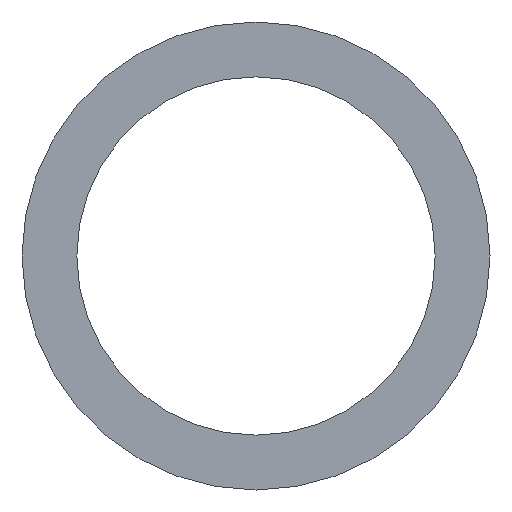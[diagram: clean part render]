
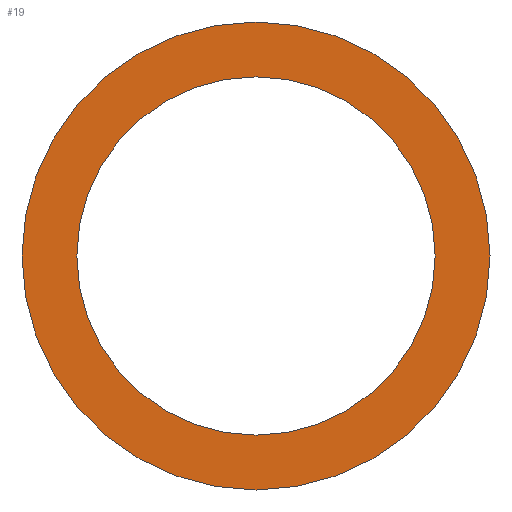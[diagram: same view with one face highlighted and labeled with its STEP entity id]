
A CAD part, front view. The second image highlights one B-rep face of the part: STEP entity #19.
In plain terms, the highlighted planar face has unit normal (0, -1, 0).
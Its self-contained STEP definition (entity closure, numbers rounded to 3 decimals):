
#2 = DIRECTION ( 'NONE',  ( 0., 0., 1. ) ) ;
#3 = DIRECTION ( 'NONE',  ( 0., 0., 1. ) ) ;
#4 = AXIS2_PLACEMENT_3D ( 'NONE', #162, #143, #3 ) ;
#5 = CIRCLE ( 'NONE', #185, 4.9 ) ;
#16 = VERTEX_POINT ( 'NONE', #159 ) ;
#19 = ADVANCED_FACE ( 'NONE', ( #187, #148 ), #90, .F. ) ;
#24 = CARTESIAN_POINT ( 'NONE',  ( 0., -0.9, -4.9 ) ) ;
#26 = AXIS2_PLACEMENT_3D ( 'NONE', #57, #164, #180 ) ;
#39 = CIRCLE ( 'NONE', #4, 6.4 ) ;
#54 = CARTESIAN_POINT ( 'NONE',  ( 0., -0.9, 0. ) ) ;
#57 = CARTESIAN_POINT ( 'NONE',  ( 0., -0.9, 0. ) ) ;
#59 = VERTEX_POINT ( 'NONE', #97 ) ;
#62 = VERTEX_POINT ( 'NONE', #24 ) ;
#81 = EDGE_LOOP ( 'NONE', ( #120, #123 ) ) ;
#83 = CARTESIAN_POINT ( 'NONE',  ( 0., -0.9, 0. ) ) ;
#89 = CARTESIAN_POINT ( 'NONE',  ( 0., -0.9, -6.4 ) ) ;
#90 = PLANE ( 'NONE',  #26 ) ;
#97 = CARTESIAN_POINT ( 'NONE',  ( 0., -0.9, 6.4 ) ) ;
#112 = EDGE_CURVE ( 'NONE', #59, #158, #39, .T. ) ;
#116 = EDGE_LOOP ( 'NONE', ( #181, #186 ) ) ;
#120 = ORIENTED_EDGE ( 'NONE', *, *, #169, .T. ) ;
#123 = ORIENTED_EDGE ( 'NONE', *, *, #155, .T. ) ;
#131 = CARTESIAN_POINT ( 'NONE',  ( 0., -0.9, 0. ) ) ;
#142 = DIRECTION ( 'NONE',  ( 0., 1., 0. ) ) ;
#143 = DIRECTION ( 'NONE',  ( 0., 1., 0. ) ) ;
#147 = DIRECTION ( 'NONE',  ( 0., 0., 1. ) ) ;
#148 = FACE_BOUND ( 'NONE', #81, .T. ) ;
#149 = CIRCLE ( 'NONE', #177, 6.4 ) ;
#152 = AXIS2_PLACEMENT_3D ( 'NONE', #83, #142, #2 ) ;
#155 = EDGE_CURVE ( 'NONE', #16, #62, #193, .T. ) ;
#158 = VERTEX_POINT ( 'NONE', #89 ) ;
#159 = CARTESIAN_POINT ( 'NONE',  ( 0., -0.9, 4.9 ) ) ;
#162 = CARTESIAN_POINT ( 'NONE',  ( 0., -0.9, 0. ) ) ;
#164 = DIRECTION ( 'NONE',  ( 0., 1., 0. ) ) ;
#169 = EDGE_CURVE ( 'NONE', #62, #16, #5, .T. ) ;
#176 = DIRECTION ( 'NONE',  ( 0., 1., 0. ) ) ;
#177 = AXIS2_PLACEMENT_3D ( 'NONE', #131, #191, #147 ) ;
#180 = DIRECTION ( 'NONE',  ( 0., 0., 1. ) ) ;
#181 = ORIENTED_EDGE ( 'NONE', *, *, #184, .F. ) ;
#184 = EDGE_CURVE ( 'NONE', #158, #59, #149, .T. ) ;
#185 = AXIS2_PLACEMENT_3D ( 'NONE', #54, #176, #192 ) ;
#186 = ORIENTED_EDGE ( 'NONE', *, *, #112, .F. ) ;
#187 = FACE_OUTER_BOUND ( 'NONE', #116, .T. ) ;
#191 = DIRECTION ( 'NONE',  ( 0., 1., 0. ) ) ;
#192 = DIRECTION ( 'NONE',  ( 0., 0., 1. ) ) ;
#193 = CIRCLE ( 'NONE', #152, 4.9 ) ;
